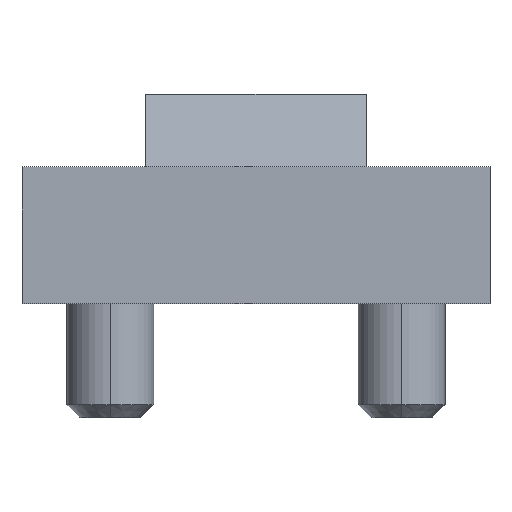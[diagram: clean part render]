
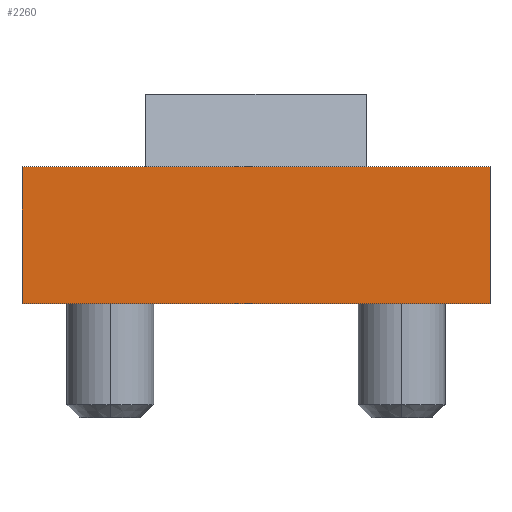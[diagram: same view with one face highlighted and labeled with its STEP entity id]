
A CAD part, left-side view. The second image highlights one B-rep face of the part: STEP entity #2260.
In plain terms, the highlighted planar face has unit normal (-1, 0, 0).
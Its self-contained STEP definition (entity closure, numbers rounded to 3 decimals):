
#44 = CARTESIAN_POINT ( 'NONE',  ( -12.7, 43.688, 15.748 ) ) ;
#184 = FACE_OUTER_BOUND ( 'NONE', #452, .T. ) ;
#200 = DIRECTION ( 'NONE',  ( 1., 0., 0. ) ) ;
#321 = VERTEX_POINT ( 'NONE', #1990 ) ;
#390 = EDGE_CURVE ( 'NONE', #1684, #321, #1113, .T. ) ;
#452 = EDGE_LOOP ( 'NONE', ( #2848, #560, #1689, #1871 ) ) ;
#560 = ORIENTED_EDGE ( 'NONE', *, *, #390, .F. ) ;
#605 = DIRECTION ( 'NONE',  ( 0., -1., 0. ) ) ;
#662 = CARTESIAN_POINT ( 'NONE',  ( -12.7, -10.16, 0. ) ) ;
#899 = LINE ( 'NONE', #1089, #1903 ) ;
#946 = CARTESIAN_POINT ( 'NONE',  ( -12.7, 43.688, 0. ) ) ;
#1089 = CARTESIAN_POINT ( 'NONE',  ( -12.7, 43.688, 0. ) ) ;
#1113 = LINE ( 'NONE', #44, #1194 ) ;
#1194 = VECTOR ( 'NONE', #605, 1000. ) ;
#1195 = DIRECTION ( 'NONE',  ( 0., 1., 0. ) ) ;
#1251 = CARTESIAN_POINT ( 'NONE',  ( -12.7, 43.688, 15.748 ) ) ;
#1257 = EDGE_CURVE ( 'NONE', #2988, #1684, #3239, .T. ) ;
#1353 = CARTESIAN_POINT ( 'NONE',  ( -12.7, -10.16, 0. ) ) ;
#1641 = VECTOR ( 'NONE', #2145, 1000. ) ;
#1684 = VERTEX_POINT ( 'NONE', #1251 ) ;
#1689 = ORIENTED_EDGE ( 'NONE', *, *, #1257, .F. ) ;
#1755 = AXIS2_PLACEMENT_3D ( 'NONE', #946, #200, #1195 ) ;
#1808 = CARTESIAN_POINT ( 'NONE',  ( -12.7, 43.688, 0. ) ) ;
#1855 = EDGE_CURVE ( 'NONE', #2988, #2207, #899, .T. ) ;
#1871 = ORIENTED_EDGE ( 'NONE', *, *, #1855, .T. ) ;
#1903 = VECTOR ( 'NONE', #2121, 1000. ) ;
#1949 = DIRECTION ( 'NONE',  ( 0., 0., 1. ) ) ;
#1990 = CARTESIAN_POINT ( 'NONE',  ( -12.7, -10.16, 15.748 ) ) ;
#2121 = DIRECTION ( 'NONE',  ( 0., -1., 0. ) ) ;
#2145 = DIRECTION ( 'NONE',  ( 0., 0., 1. ) ) ;
#2188 = EDGE_CURVE ( 'NONE', #2207, #321, #2405, .T. ) ;
#2207 = VERTEX_POINT ( 'NONE', #662 ) ;
#2260 = ADVANCED_FACE ( 'NONE', ( #184 ), #2455, .F. ) ;
#2405 = LINE ( 'NONE', #1353, #1641 ) ;
#2455 = PLANE ( 'NONE',  #1755 ) ;
#2753 = CARTESIAN_POINT ( 'NONE',  ( -12.7, 43.688, 0. ) ) ;
#2845 = VECTOR ( 'NONE', #1949, 1000. ) ;
#2848 = ORIENTED_EDGE ( 'NONE', *, *, #2188, .T. ) ;
#2988 = VERTEX_POINT ( 'NONE', #1808 ) ;
#3239 = LINE ( 'NONE', #2753, #2845 ) ;
